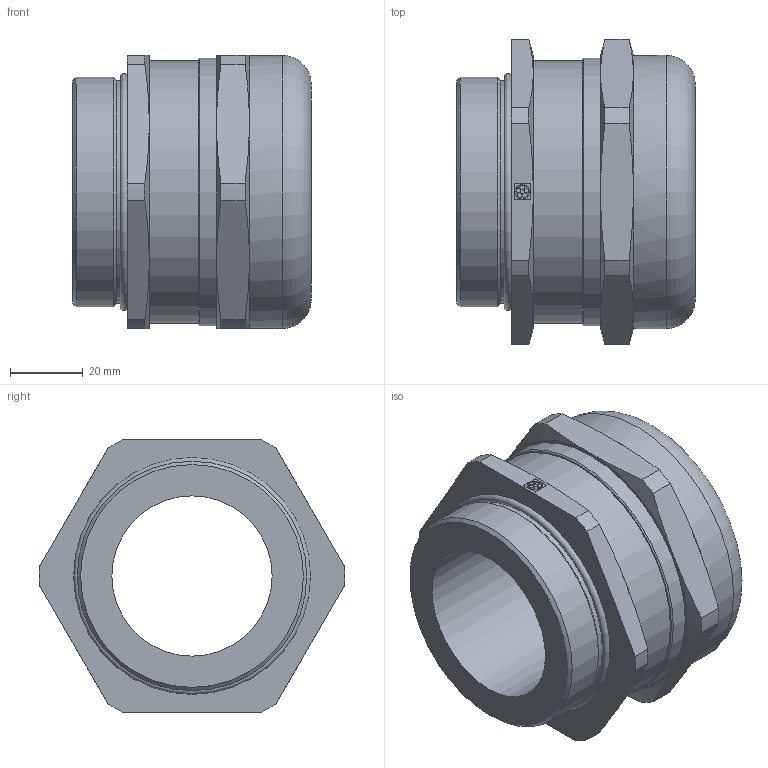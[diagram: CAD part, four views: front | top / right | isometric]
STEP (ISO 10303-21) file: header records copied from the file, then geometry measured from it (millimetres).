
FILE_DESCRIPTION( ( 'STEP AP214' ), '1' );
FILE_NAME( 'SKINTOP MS-M 63x1,5 Art. Nr. 53112080(F=44).stp', '2020-06-03T09:20:40', ( 'License CC BY-ND 4.0' ), ( 'CADENAS' ), ' ', 'PARTsolutions', ' ' );
FILE_SCHEMA( ( 'AUTOMOTIVE_DESIGN { 1 0 10303 214 1 1 1 1 }' ) );
Length unit declared in the file: millimetre
Products named in the file (1): _SKINTOP MS-M 63x1,5      Art. Nr. 53112080(F=44)
Bounding box: 65.5 x 83.88 x 75 mm (x, y, z)
Volume: 167431.4 mm3; surface area: 32023.1 mm2
Topology: 1 solids, 2 shells, 83 faces, 204 edges, 130 vertices
Faces by surface type: plane 35, cylinder 29, cone 16, torus 3
Full cylindrical faces by diameter (mm): 44 x1, 61.16 x2, 63 x1, 72 x1, 73.5 x1, 74.98 x1
Entity records: 3164 total; most frequent: CARTESIAN_POINT 581, DIRECTION 400, ORIENTED_EDGE 374, EDGE_CURVE 187, AXIS2_PLACEMENT_3D 159, VERTEX_POINT 128, EDGE_LOOP 106, FACE_OUTER_BOUND 93
